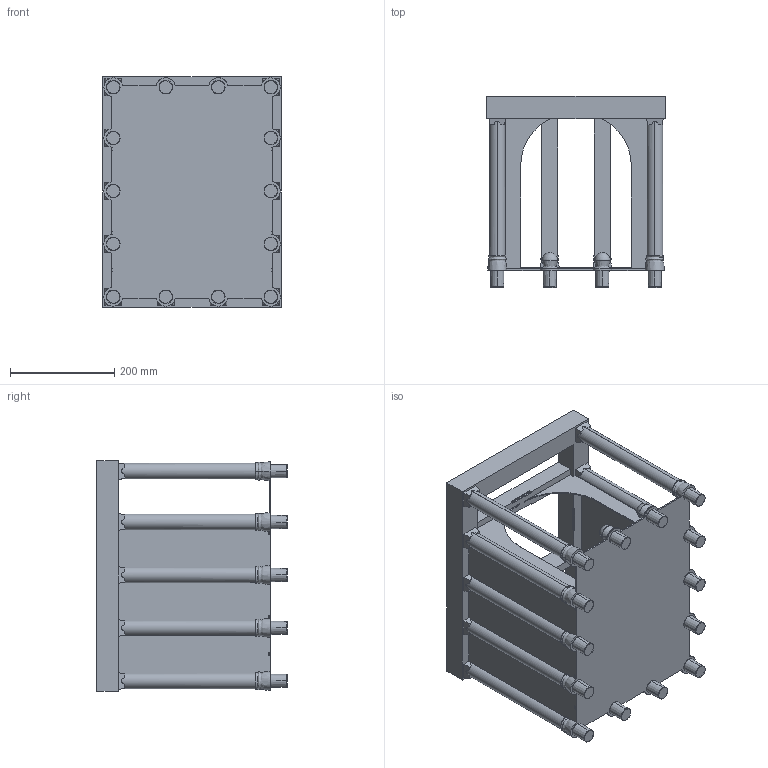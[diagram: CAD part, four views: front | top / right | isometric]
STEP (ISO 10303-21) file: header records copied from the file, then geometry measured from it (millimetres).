
FILE_DESCRIPTION (( 'STEP AP214' ), '1' );
FILE_NAME ('俋褲.STEP', '2024-09-19T13:34:17', ( '' ), ( '' ), 'SwSTEP 2.0', 'SolidWorks 2023', '' );
FILE_SCHEMA (( 'AUTOMOTIVE_DESIGN' ));
Length unit declared in the file: millimetre
Products named in the file (1): 外壳
Bounding box: 342.09 x 365.5 x 442 mm (x, y, z)
Volume: 2292309.4 mm3; surface area: 1741917.4 mm2
Topology: 3 solids, 27 shells, 562 faces, 1491 edges, 982 vertices
Faces by surface type: plane 324, cylinder 84, cone 72, bspline 70, sphere 12
Entity records: 27301 total; most frequent: CARTESIAN_POINT 13986, ORIENTED_EDGE 2946, DIRECTION 2458, EDGE_CURVE 1473, VERTEX_POINT 976, AXIS2_PLACEMENT_3D 831, VECTOR 796, LINE 796
